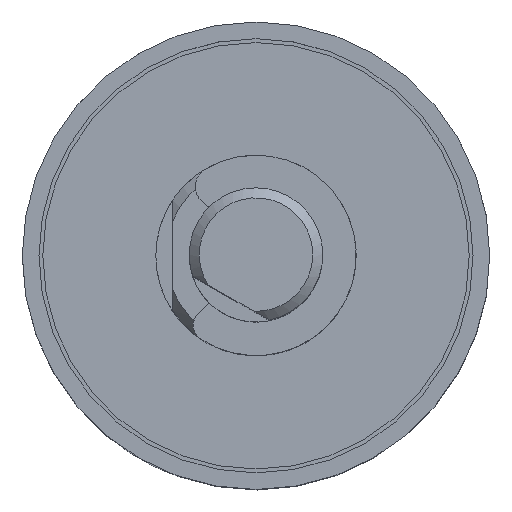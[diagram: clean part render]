
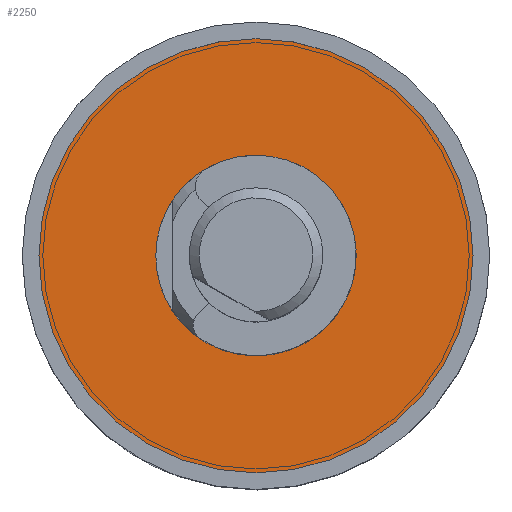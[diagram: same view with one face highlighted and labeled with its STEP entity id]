
A CAD part, top view. The second image highlights one B-rep face of the part: STEP entity #2250.
In plain terms, the highlighted planar face has unit normal (0, 0, 1).
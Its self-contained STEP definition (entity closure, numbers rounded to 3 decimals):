
#579 = CIRCLE ( 'NONE', #5944, 6.5 ) ;
#640 = DIRECTION ( 'NONE',  ( 0., 0., -1. ) ) ;
#726 = FACE_BOUND ( 'NONE', #898, .T. ) ;
#898 = EDGE_LOOP ( 'NONE', ( #4179 ) ) ;
#1025 = CARTESIAN_POINT ( 'NONE',  ( 6.5, 0., 0.5 ) ) ;
#1709 = FACE_OUTER_BOUND ( 'NONE', #8268, .T. ) ;
#2024 = CARTESIAN_POINT ( 'NONE',  ( 0., 0., 0.5 ) ) ;
#2060 = EDGE_CURVE ( 'NONE', #8090, #8090, #3380, .T. ) ;
#2250 = ADVANCED_FACE ( 'NONE', ( #726, #1709 ), #7474, .T. ) ;
#2747 = DIRECTION ( 'NONE',  ( 0., 0., 1. ) ) ;
#2775 = DIRECTION ( 'NONE',  ( 1., 0., 0. ) ) ;
#3380 = CIRCLE ( 'NONE', #3667, 3. ) ;
#3667 = AXIS2_PLACEMENT_3D ( 'NONE', #2024, #640, #6678 ) ;
#4179 = ORIENTED_EDGE ( 'NONE', *, *, #2060, .T. ) ;
#4572 = DIRECTION ( 'NONE',  ( 1., 0., 0. ) ) ;
#5109 = ORIENTED_EDGE ( 'NONE', *, *, #5870, .T. ) ;
#5870 = EDGE_CURVE ( 'NONE', #7655, #7655, #579, .T. ) ;
#5944 = AXIS2_PLACEMENT_3D ( 'NONE', #8541, #8599, #4572 ) ;
#6678 = DIRECTION ( 'NONE',  ( -1., 0., 0. ) ) ;
#6932 = AXIS2_PLACEMENT_3D ( 'NONE', #7424, #2747, #2775 ) ;
#7424 = CARTESIAN_POINT ( 'NONE',  ( 3., 0., 0.5 ) ) ;
#7474 = PLANE ( 'NONE',  #6932 ) ;
#7655 = VERTEX_POINT ( 'NONE', #1025 ) ;
#7757 = CARTESIAN_POINT ( 'NONE',  ( -3., 0., 0.5 ) ) ;
#8090 = VERTEX_POINT ( 'NONE', #7757 ) ;
#8268 = EDGE_LOOP ( 'NONE', ( #5109 ) ) ;
#8541 = CARTESIAN_POINT ( 'NONE',  ( 0., 0., 0.5 ) ) ;
#8599 = DIRECTION ( 'NONE',  ( 0., 0., 1. ) ) ;
